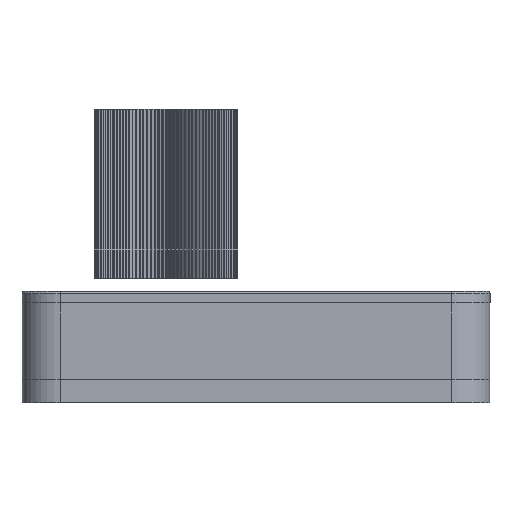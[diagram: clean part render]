
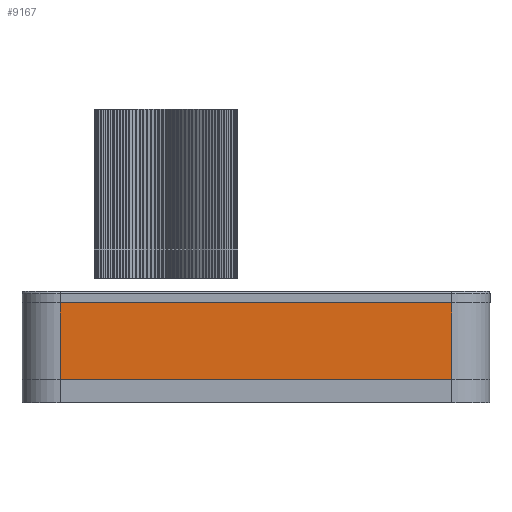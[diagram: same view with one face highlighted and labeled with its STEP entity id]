
A CAD part, left-side view. The second image highlights one B-rep face of the part: STEP entity #9167.
In plain terms, the highlighted planar face has unit normal (-1, 0, 0).
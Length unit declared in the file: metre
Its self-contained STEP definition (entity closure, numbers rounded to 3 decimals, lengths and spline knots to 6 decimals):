
#2675=ORIENTED_EDGE('',*,*,#4312,.T.);
#2676=ORIENTED_EDGE('',*,*,#4313,.T.);
#2677=ORIENTED_EDGE('',*,*,#4314,.T.);
#2678=ORIENTED_EDGE('',*,*,#4283,.F.);
#4283=EDGE_CURVE('',#5282,#5283,#6284,.T.);
#4312=EDGE_CURVE('',#5282,#5305,#6300,.T.);
#4313=EDGE_CURVE('',#5305,#5306,#6301,.T.);
#4314=EDGE_CURVE('',#5306,#5283,#6302,.F.);
#5282=VERTEX_POINT('',#14897);
#5283=VERTEX_POINT('',#14899);
#5305=VERTEX_POINT('',#14967);
#5306=VERTEX_POINT('',#14969);
#6284=LINE('',#14898,#7264);
#6300=LINE('',#14966,#7280);
#6301=LINE('',#14968,#7281);
#6302=LINE('',#14970,#7282);
#7264=VECTOR('',#12136,1.);
#7280=VECTOR('',#12212,1.);
#7281=VECTOR('',#12213,1.);
#7282=VECTOR('',#12214,1.);
#7830=EDGE_LOOP('',(#2675,#2676,#2677,#2678));
#8364=FACE_BOUND('',#7830,.T.);
#8756=PLANE('',#9947);
#9167=ADVANCED_FACE('',(#8364),#8756,.F.);
#9947=AXIS2_PLACEMENT_3D('',#14965,#12210,#12211);
#12136=DIRECTION('',(0.,-1.,0.));
#12210=DIRECTION('',(1.,0.,0.));
#12211=DIRECTION('',(0.,0.,-1.));
#12212=DIRECTION('',(0.,0.,-1.));
#12213=DIRECTION('',(0.,-1.,0.));
#12214=DIRECTION('',(0.,0.,-1.));
#14897=CARTESIAN_POINT('',(-0.0595,0.0255,0.01));
#14898=CARTESIAN_POINT('',(-0.0595,0.,0.01));
#14899=CARTESIAN_POINT('',(-0.0595,-0.0255,0.01));
#14965=CARTESIAN_POINT('',(-0.0595,0.,0.01));
#14966=CARTESIAN_POINT('',(-0.0595,0.0255,-0.003));
#14967=CARTESIAN_POINT('',(-0.0595,0.0255,0.));
#14968=CARTESIAN_POINT('',(-0.0595,0.,0.));
#14969=CARTESIAN_POINT('',(-0.0595,-0.0255,0.));
#14970=CARTESIAN_POINT('',(-0.0595,-0.0255,0.01));
